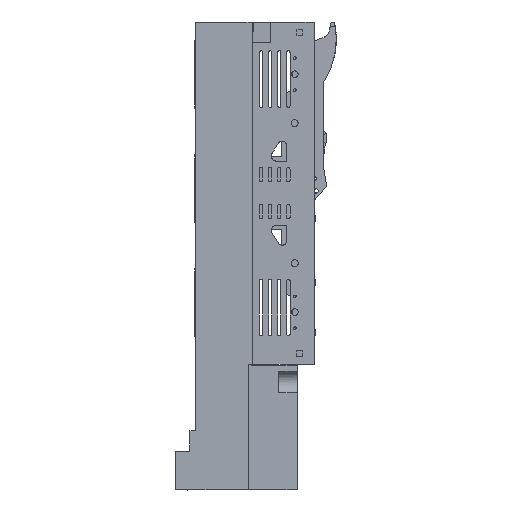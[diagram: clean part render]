
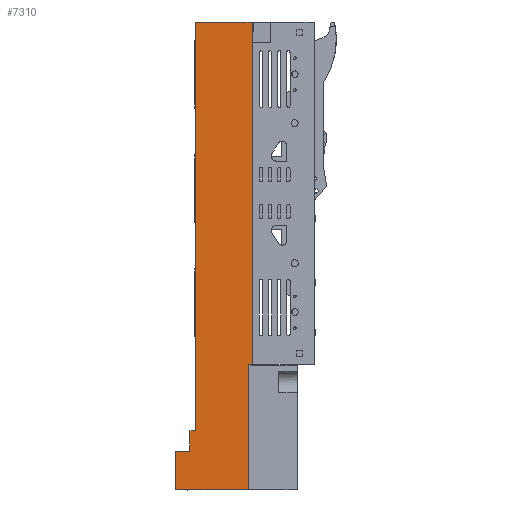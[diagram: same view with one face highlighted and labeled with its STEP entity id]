
A CAD part, left-side view. The second image highlights one B-rep face of the part: STEP entity #7310.
In plain terms, the highlighted planar face has unit normal (-1, 0, 0).
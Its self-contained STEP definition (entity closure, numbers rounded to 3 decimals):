
#7242=AXIS2_PLACEMENT_3D('Plane Axis2P3D',#7239,#7240,#7241) ;
#2381=CARTESIAN_POINT('Vertex',(-25.,-0.5,150.)) ;
#2384=CARTESIAN_POINT('Line Origine',(-25.,-25.45,150.)) ;
#2388=CARTESIAN_POINT('Vertex',(-25.,-50.4,150.)) ;
#7222=CARTESIAN_POINT('Vertex',(-25.,-0.5,-208.)) ;
#7225=CARTESIAN_POINT('Line Origine',(-25.,-0.5,-29.)) ;
#7239=CARTESIAN_POINT('Axis2P3D Location',(-25.,-19.5,0.)) ;
#7244=CARTESIAN_POINT('Line Origine',(-25.,16.5,-55.)) ;
#7248=CARTESIAN_POINT('Vertex',(-25.,16.5,-260.)) ;
#7250=CARTESIAN_POINT('Vertex',(-25.,16.5,-226.)) ;
#7253=CARTESIAN_POINT('Line Origine',(-25.,-16.95,-260.)) ;
#7257=CARTESIAN_POINT('Vertex',(-25.,-47.2,-260.)) ;
#7260=CARTESIAN_POINT('Line Origine',(-25.,-47.2,-55.)) ;
#7264=CARTESIAN_POINT('Vertex',(-25.,-47.2,-150.)) ;
#7267=CARTESIAN_POINT('Line Origine',(-25.,-16.95,-150.)) ;
#7271=CARTESIAN_POINT('Vertex',(-25.,-50.4,-150.)) ;
#7274=CARTESIAN_POINT('Line Origine',(-25.,-50.4,-55.)) ;
#7279=CARTESIAN_POINT('Line Origine',(-25.,-16.95,-208.)) ;
#7283=CARTESIAN_POINT('Vertex',(-25.,4.,-208.)) ;
#7286=CARTESIAN_POINT('Line Origine',(-25.,4.,-55.)) ;
#7290=CARTESIAN_POINT('Vertex',(-25.,4.,-226.)) ;
#7293=CARTESIAN_POINT('Line Origine',(-25.,-16.95,-226.)) ;
#2385=DIRECTION('Vector Direction',(0.,-1.,0.)) ;
#7226=DIRECTION('Vector Direction',(0.,0.,1.)) ;
#7240=DIRECTION('Axis2P3D Direction',(-1.,0.,0.)) ;
#7241=DIRECTION('Axis2P3D XDirection',(0.,0.,-1.)) ;
#7245=DIRECTION('Vector Direction',(0.,0.,-1.)) ;
#7254=DIRECTION('Vector Direction',(0.,-1.,0.)) ;
#7261=DIRECTION('Vector Direction',(0.,0.,-1.)) ;
#7268=DIRECTION('Vector Direction',(0.,-1.,0.)) ;
#7275=DIRECTION('Vector Direction',(0.,0.,-1.)) ;
#7280=DIRECTION('Vector Direction',(0.,-1.,0.)) ;
#7287=DIRECTION('Vector Direction',(0.,0.,-1.)) ;
#7294=DIRECTION('Vector Direction',(0.,-1.,0.)) ;
#2386=VECTOR('Line Direction',#2385,1.) ;
#7227=VECTOR('Line Direction',#7226,1.) ;
#7246=VECTOR('Line Direction',#7245,1.) ;
#7255=VECTOR('Line Direction',#7254,1.) ;
#7262=VECTOR('Line Direction',#7261,1.) ;
#7269=VECTOR('Line Direction',#7268,1.) ;
#7276=VECTOR('Line Direction',#7275,1.) ;
#7281=VECTOR('Line Direction',#7280,1.) ;
#7288=VECTOR('Line Direction',#7287,1.) ;
#7295=VECTOR('Line Direction',#7294,1.) ;
#7299=ORIENTED_EDGE('',*,*,#7252,.F.) ;
#7300=ORIENTED_EDGE('',*,*,#7259,.F.) ;
#7301=ORIENTED_EDGE('',*,*,#7266,.T.) ;
#7302=ORIENTED_EDGE('',*,*,#7273,.T.) ;
#7303=ORIENTED_EDGE('',*,*,#7278,.T.) ;
#7304=ORIENTED_EDGE('',*,*,#2390,.F.) ;
#7305=ORIENTED_EDGE('',*,*,#7229,.F.) ;
#7306=ORIENTED_EDGE('',*,*,#7285,.F.) ;
#7307=ORIENTED_EDGE('',*,*,#7292,.F.) ;
#7308=ORIENTED_EDGE('',*,*,#7297,.F.) ;
#7310=ADVANCED_FACE('804114_03_L01_Leistenunterteil U-SL00/100/KU00',(#7309),#7243,.T.) ;
#2390=EDGE_CURVE('',#2382,#2389,#2387,.T.) ;
#7229=EDGE_CURVE('',#7223,#2382,#7228,.T.) ;
#7252=EDGE_CURVE('',#7249,#7251,#7247,.F.) ;
#7259=EDGE_CURVE('',#7258,#7249,#7256,.F.) ;
#7266=EDGE_CURVE('',#7258,#7265,#7263,.F.) ;
#7273=EDGE_CURVE('',#7265,#7272,#7270,.T.) ;
#7278=EDGE_CURVE('',#7272,#2389,#7277,.F.) ;
#7285=EDGE_CURVE('',#7284,#7223,#7282,.T.) ;
#7292=EDGE_CURVE('',#7291,#7284,#7289,.F.) ;
#7297=EDGE_CURVE('',#7251,#7291,#7296,.T.) ;
#7298=EDGE_LOOP('',(#7299,#7300,#7301,#7302,#7303,#7304,#7305,#7306,#7307,#7308)) ;
#7309=FACE_OUTER_BOUND('',#7298,.T.) ;
#2387=LINE('Line',#2384,#2386) ;
#7228=LINE('Line',#7225,#7227) ;
#7247=LINE('Line',#7244,#7246) ;
#7256=LINE('Line',#7253,#7255) ;
#7263=LINE('Line',#7260,#7262) ;
#7270=LINE('Line',#7267,#7269) ;
#7277=LINE('Line',#7274,#7276) ;
#7282=LINE('Line',#7279,#7281) ;
#7289=LINE('Line',#7286,#7288) ;
#7296=LINE('Line',#7293,#7295) ;
#7243=PLANE('Plane',#7242) ;
#2382=VERTEX_POINT('',#2381) ;
#2389=VERTEX_POINT('',#2388) ;
#7223=VERTEX_POINT('',#7222) ;
#7249=VERTEX_POINT('',#7248) ;
#7251=VERTEX_POINT('',#7250) ;
#7258=VERTEX_POINT('',#7257) ;
#7265=VERTEX_POINT('',#7264) ;
#7272=VERTEX_POINT('',#7271) ;
#7284=VERTEX_POINT('',#7283) ;
#7291=VERTEX_POINT('',#7290) ;
